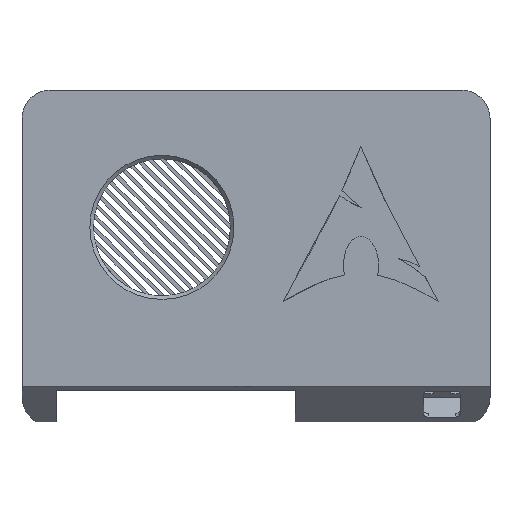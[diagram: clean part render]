
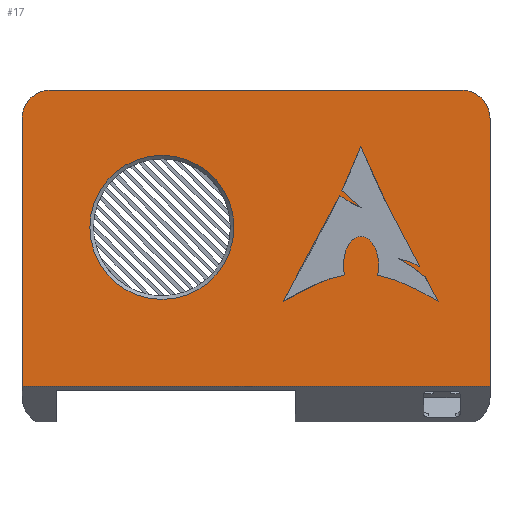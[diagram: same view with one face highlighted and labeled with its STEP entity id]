
A CAD part, top view. The second image highlights one B-rep face of the part: STEP entity #17.
In plain terms, the highlighted planar face has unit normal (0, 0, 1).
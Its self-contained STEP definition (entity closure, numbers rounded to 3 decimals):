
#17 = ADVANCED_FACE('',(#18,#70,#205),#216,.T.);
#18 = FACE_BOUND('',#19,.T.);
#19 = EDGE_LOOP('',(#20,#30,#39,#47,#55,#63));
#20 = ORIENTED_EDGE('',*,*,#21,.F.);
#21 = EDGE_CURVE('',#22,#24,#26,.T.);
#22 = VERTEX_POINT('',#23);
#23 = CARTESIAN_POINT('',(4.,36.446,2.));
#24 = VERTEX_POINT('',#25);
#25 = CARTESIAN_POINT('',(120.629,36.446,2.));
#26 = LINE('',#27,#28);
#27 = CARTESIAN_POINT('',(0.,36.446,2.));
#28 = VECTOR('',#29,1.);
#29 = DIRECTION('',(1.,0.,0.));
#30 = ORIENTED_EDGE('',*,*,#31,.F.);
#31 = EDGE_CURVE('',#32,#22,#34,.T.);
#32 = VERTEX_POINT('',#33);
#33 = CARTESIAN_POINT('',(-4.,28.446,2.));
#34 = CIRCLE('',#35,8.);
#35 = AXIS2_PLACEMENT_3D('',#36,#37,#38);
#36 = CARTESIAN_POINT('',(4.,28.446,2.));
#37 = DIRECTION('',(0.,0.,-1.));
#38 = DIRECTION('',(-1.,0.,0.));
#39 = ORIENTED_EDGE('',*,*,#40,.F.);
#40 = EDGE_CURVE('',#41,#32,#43,.T.);
#41 = VERTEX_POINT('',#42);
#42 = CARTESIAN_POINT('',(-4.,-47.53,2.));
#43 = LINE('',#44,#45);
#44 = CARTESIAN_POINT('',(-4.,-28.935,2.));
#45 = VECTOR('',#46,1.);
#46 = DIRECTION('',(0.,1.,0.));
#47 = ORIENTED_EDGE('',*,*,#48,.T.);
#48 = EDGE_CURVE('',#41,#49,#51,.T.);
#49 = VERTEX_POINT('',#50);
#50 = CARTESIAN_POINT('',(128.629,-47.53,2.));
#51 = LINE('',#52,#53);
#52 = CARTESIAN_POINT('',(0.,-47.53,2.));
#53 = VECTOR('',#54,1.);
#54 = DIRECTION('',(1.,0.,0.));
#55 = ORIENTED_EDGE('',*,*,#56,.T.);
#56 = EDGE_CURVE('',#49,#57,#59,.T.);
#57 = VERTEX_POINT('',#58);
#58 = CARTESIAN_POINT('',(128.629,28.446,2.));
#59 = LINE('',#60,#61);
#60 = CARTESIAN_POINT('',(128.629,-28.935,2.));
#61 = VECTOR('',#62,1.);
#62 = DIRECTION('',(0.,1.,0.));
#63 = ORIENTED_EDGE('',*,*,#64,.F.);
#64 = EDGE_CURVE('',#24,#57,#65,.T.);
#65 = CIRCLE('',#66,8.);
#66 = AXIS2_PLACEMENT_3D('',#67,#68,#69);
#67 = CARTESIAN_POINT('',(120.629,28.446,2.));
#68 = DIRECTION('',(0.,0.,-1.));
#69 = DIRECTION('',(-1.,0.,0.));
#70 = FACE_BOUND('',#71,.T.);
#71 = EDGE_LOOP('',(#72,#83,#92,#101,#110,#119,#128,#137,#146,#155,#162,
    #171,#180,#189,#198));
#72 = ORIENTED_EDGE('',*,*,#73,.F.);
#73 = EDGE_CURVE('',#74,#76,#78,.T.);
#74 = VERTEX_POINT('',#75);
#75 = CARTESIAN_POINT('',(91.996,20.601,2.));
#76 = VERTEX_POINT('',#77);
#77 = CARTESIAN_POINT('',(86.68,8.009,2.));
#78 = B_SPLINE_CURVE_WITH_KNOTS('',3,(#79,#80,#81,#82),.UNSPECIFIED.,.F.
  ,.F.,(4,4),(0.,1.),.PIECEWISE_BEZIER_KNOTS.);
#79 = CARTESIAN_POINT('',(91.996,20.601,2.));
#80 = CARTESIAN_POINT('',(90.039,15.803,2.));
#81 = CARTESIAN_POINT('',(88.859,12.664,2.));
#82 = CARTESIAN_POINT('',(86.68,8.009,2.));
#83 = ORIENTED_EDGE('',*,*,#84,.F.);
#84 = EDGE_CURVE('',#85,#74,#87,.T.);
#85 = VERTEX_POINT('',#86);
#86 = CARTESIAN_POINT('',(108.723,-13.629,2.));
#87 = B_SPLINE_CURVE_WITH_KNOTS('',3,(#88,#89,#90,#91),.UNSPECIFIED.,.F.
  ,.F.,(4,4),(0.,1.),.PIECEWISE_BEZIER_KNOTS.);
#88 = CARTESIAN_POINT('',(108.723,-13.629,2.));
#89 = CARTESIAN_POINT('',(96.976,8.242,2.));
#90 = CARTESIAN_POINT('',(96.025,11.148,2.));
#91 = CARTESIAN_POINT('',(91.996,20.601,2.));
#92 = ORIENTED_EDGE('',*,*,#93,.F.);
#93 = EDGE_CURVE('',#94,#85,#96,.T.);
#94 = VERTEX_POINT('',#95);
#95 = CARTESIAN_POINT('',(102.671,-11.248,2.));
#96 = B_SPLINE_CURVE_WITH_KNOTS('',3,(#97,#98,#99,#100),.UNSPECIFIED.,
  .F.,.F.,(4,4),(0.,1.),.PIECEWISE_BEZIER_KNOTS.);
#97 = CARTESIAN_POINT('',(102.671,-11.248,2.));
#98 = CARTESIAN_POINT('',(105.332,-11.939,2.));
#99 = CARTESIAN_POINT('',(107.238,-12.737,2.));
#100 = CARTESIAN_POINT('',(108.723,-13.629,2.));
#101 = ORIENTED_EDGE('',*,*,#102,.F.);
#102 = EDGE_CURVE('',#103,#94,#105,.T.);
#103 = VERTEX_POINT('',#104);
#104 = CARTESIAN_POINT('',(110.261,-16.482,2.));
#105 = B_SPLINE_CURVE_WITH_KNOTS('',3,(#106,#107,#108,#109),
  .UNSPECIFIED.,.F.,.F.,(4,4),(0.,1.),.PIECEWISE_BEZIER_KNOTS.);
#106 = CARTESIAN_POINT('',(110.261,-16.482,2.));
#107 = CARTESIAN_POINT('',(108.441,-15.071,2.));
#108 = CARTESIAN_POINT('',(106.543,-13.235,2.));
#109 = CARTESIAN_POINT('',(102.671,-11.248,2.));
#110 = ORIENTED_EDGE('',*,*,#111,.F.);
#111 = EDGE_CURVE('',#112,#103,#114,.T.);
#112 = VERTEX_POINT('',#113);
#113 = CARTESIAN_POINT('',(113.981,-23.369,2.));
#114 = B_SPLINE_CURVE_WITH_KNOTS('',3,(#115,#116,#117,#118),
  .UNSPECIFIED.,.F.,.F.,(4,4),(0.,1.),.PIECEWISE_BEZIER_KNOTS.);
#115 = CARTESIAN_POINT('',(113.981,-23.369,2.));
#116 = CARTESIAN_POINT('',(112.626,-20.874,2.));
#117 = CARTESIAN_POINT('',(111.416,-18.624,2.));
#118 = CARTESIAN_POINT('',(110.261,-16.482,2.));
#119 = ORIENTED_EDGE('',*,*,#120,.F.);
#120 = EDGE_CURVE('',#121,#112,#123,.T.);
#121 = VERTEX_POINT('',#122);
#122 = CARTESIAN_POINT('',(96.784,-15.953,2.));
#123 = B_SPLINE_CURVE_WITH_KNOTS('',3,(#124,#125,#126,#127),
  .UNSPECIFIED.,.F.,.F.,(4,4),(0.,1.),.PIECEWISE_BEZIER_KNOTS.);
#124 = CARTESIAN_POINT('',(96.784,-15.953,2.));
#125 = CARTESIAN_POINT('',(101.763,-16.927,2.));
#126 = CARTESIAN_POINT('',(107.107,-19.401,2.));
#127 = CARTESIAN_POINT('',(113.981,-23.369,2.));
#128 = ORIENTED_EDGE('',*,*,#129,.F.);
#129 = EDGE_CURVE('',#130,#121,#132,.T.);
#130 = VERTEX_POINT('',#131);
#131 = CARTESIAN_POINT('',(97.065,-13.555,2.));
#132 = B_SPLINE_CURVE_WITH_KNOTS('',3,(#133,#134,#135,#136),
  .UNSPECIFIED.,.F.,.F.,(4,4),(0.,1.),.PIECEWISE_BEZIER_KNOTS.);
#133 = CARTESIAN_POINT('',(97.065,-13.555,2.));
#134 = CARTESIAN_POINT('',(97.044,-14.395,2.));
#135 = CARTESIAN_POINT('',(96.949,-15.203,2.));
#136 = CARTESIAN_POINT('',(96.784,-15.953,2.));
#137 = ORIENTED_EDGE('',*,*,#138,.F.);
#138 = EDGE_CURVE('',#139,#130,#141,.T.);
#139 = VERTEX_POINT('',#140);
#140 = CARTESIAN_POINT('',(92.286,-5.047,2.));
#141 = B_SPLINE_CURVE_WITH_KNOTS('',3,(#142,#143,#144,#145),
  .UNSPECIFIED.,.F.,.F.,(4,4),(0.,1.),.PIECEWISE_BEZIER_KNOTS.);
#142 = CARTESIAN_POINT('',(92.286,-5.047,2.));
#143 = CARTESIAN_POINT('',(95.037,-5.28,2.));
#144 = CARTESIAN_POINT('',(97.175,-9.09,2.));
#145 = CARTESIAN_POINT('',(97.065,-13.555,2.));
#146 = ORIENTED_EDGE('',*,*,#147,.F.);
#147 = EDGE_CURVE('',#148,#139,#150,.T.);
#148 = VERTEX_POINT('',#149);
#149 = CARTESIAN_POINT('',(87.101,-12.711,2.));
#150 = B_SPLINE_CURVE_WITH_KNOTS('',3,(#151,#152,#153,#154),
  .UNSPECIFIED.,.F.,.F.,(4,4),(0.,1.),.PIECEWISE_BEZIER_KNOTS.);
#151 = CARTESIAN_POINT('',(87.101,-12.711,2.));
#152 = CARTESIAN_POINT('',(87.212,-8.247,2.));
#153 = CARTESIAN_POINT('',(89.534,-4.814,2.));
#154 = CARTESIAN_POINT('',(92.286,-5.047,2.));
#155 = ORIENTED_EDGE('',*,*,#156,.F.);
#156 = EDGE_CURVE('',#157,#148,#159,.T.);
#157 = VERTEX_POINT('',#158);
#158 = CARTESIAN_POINT('',(87.093,-12.935,2.));
#159 = B_SPLINE_CURVE_WITH_KNOTS('',1,(#160,#161),.UNSPECIFIED.,.F.,.F.,
  (2,2),(0.,0.844),.PIECEWISE_BEZIER_KNOTS.);
#160 = CARTESIAN_POINT('',(87.093,-12.935,2.));
#161 = CARTESIAN_POINT('',(87.101,-12.711,2.));
#162 = ORIENTED_EDGE('',*,*,#163,.F.);
#163 = EDGE_CURVE('',#164,#157,#166,.T.);
#164 = VERTEX_POINT('',#165);
#165 = CARTESIAN_POINT('',(87.424,-15.919,2.));
#166 = B_SPLINE_CURVE_WITH_KNOTS('',3,(#167,#168,#169,#170),
  .UNSPECIFIED.,.F.,.F.,(4,4),(0.,1.),.PIECEWISE_BEZIER_KNOTS.);
#167 = CARTESIAN_POINT('',(87.424,-15.919,2.));
#168 = CARTESIAN_POINT('',(87.208,-14.99,2.));
#169 = CARTESIAN_POINT('',(87.085,-13.984,2.));
#170 = CARTESIAN_POINT('',(87.093,-12.935,2.));
#171 = ORIENTED_EDGE('',*,*,#172,.F.);
#172 = EDGE_CURVE('',#173,#164,#175,.T.);
#173 = VERTEX_POINT('',#174);
#174 = CARTESIAN_POINT('',(70.019,-23.369,2.));
#175 = B_SPLINE_CURVE_WITH_KNOTS('',3,(#176,#177,#178,#179),
  .UNSPECIFIED.,.F.,.F.,(4,4),(0.,1.),.PIECEWISE_BEZIER_KNOTS.);
#176 = CARTESIAN_POINT('',(70.019,-23.369,2.));
#177 = CARTESIAN_POINT('',(76.988,-19.346,2.));
#178 = CARTESIAN_POINT('',(82.39,-16.866,2.));
#179 = CARTESIAN_POINT('',(87.424,-15.919,2.));
#180 = ORIENTED_EDGE('',*,*,#181,.F.);
#181 = EDGE_CURVE('',#182,#173,#184,.T.);
#182 = VERTEX_POINT('',#183);
#183 = CARTESIAN_POINT('',(86.043,6.669,2.));
#184 = B_SPLINE_CURVE_WITH_KNOTS('',3,(#185,#186,#187,#188),
  .UNSPECIFIED.,.F.,.F.,(4,4),(0.,1.),.PIECEWISE_BEZIER_KNOTS.);
#185 = CARTESIAN_POINT('',(86.043,6.669,2.));
#186 = CARTESIAN_POINT('',(83.254,0.85,2.));
#187 = CARTESIAN_POINT('',(78.885,-7.438,2.));
#188 = CARTESIAN_POINT('',(70.019,-23.369,2.));
#189 = ORIENTED_EDGE('',*,*,#190,.F.);
#190 = EDGE_CURVE('',#191,#182,#193,.T.);
#191 = VERTEX_POINT('',#192);
#192 = CARTESIAN_POINT('',(92.319,3.081,2.));
#193 = B_SPLINE_CURVE_WITH_KNOTS('',3,(#194,#195,#196,#197),
  .UNSPECIFIED.,.F.,.F.,(4,4),(0.,1.),.PIECEWISE_BEZIER_KNOTS.);
#194 = CARTESIAN_POINT('',(92.319,3.081,2.));
#195 = CARTESIAN_POINT('',(89.456,4.259,2.));
#196 = CARTESIAN_POINT('',(87.503,5.442,2.));
#197 = CARTESIAN_POINT('',(86.043,6.669,2.));
#198 = ORIENTED_EDGE('',*,*,#199,.F.);
#199 = EDGE_CURVE('',#76,#191,#200,.T.);
#200 = B_SPLINE_CURVE_WITH_KNOTS('',3,(#201,#202,#203,#204),
  .UNSPECIFIED.,.F.,.F.,(4,4),(0.,1.),.PIECEWISE_BEZIER_KNOTS.);
#201 = CARTESIAN_POINT('',(86.68,8.009,2.));
#202 = CARTESIAN_POINT('',(88.016,6.593,2.));
#203 = CARTESIAN_POINT('',(89.656,4.943,2.));
#204 = CARTESIAN_POINT('',(92.319,3.081,2.));
#205 = FACE_BOUND('',#206,.T.);
#206 = EDGE_LOOP('',(#207));
#207 = ORIENTED_EDGE('',*,*,#208,.F.);
#208 = EDGE_CURVE('',#209,#209,#211,.T.);
#209 = VERTEX_POINT('',#210);
#210 = CARTESIAN_POINT('',(35.655,-22.866,2.));
#211 = CIRCLE('',#212,20.422);
#212 = AXIS2_PLACEMENT_3D('',#213,#214,#215);
#213 = CARTESIAN_POINT('',(35.655,-2.444,2.));
#214 = DIRECTION('',(0.,0.,1.));
#215 = DIRECTION('',(0.,-1.,0.));
#216 = PLANE('',#217);
#217 = AXIS2_PLACEMENT_3D('',#218,#219,#220);
#218 = CARTESIAN_POINT('',(62.315,-5.542,2.));
#219 = DIRECTION('',(0.,0.,1.));
#220 = DIRECTION('',(0.,1.,0.));
